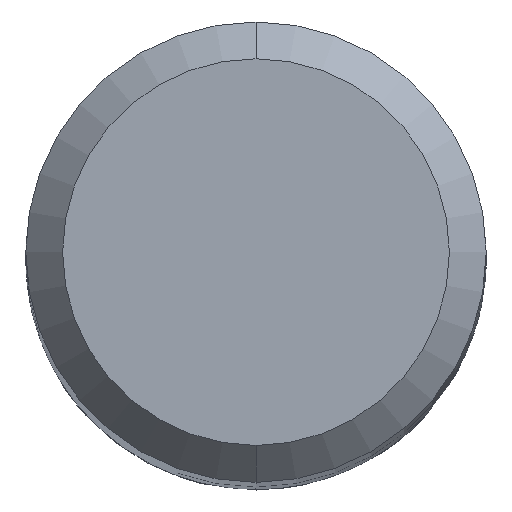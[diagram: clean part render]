
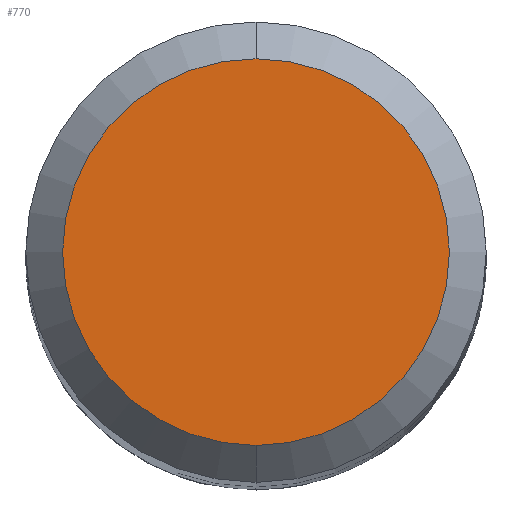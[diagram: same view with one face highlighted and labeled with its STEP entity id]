
A CAD part, top view. The second image highlights one B-rep face of the part: STEP entity #770.
In plain terms, the highlighted planar face has unit normal (0, 0, 1).
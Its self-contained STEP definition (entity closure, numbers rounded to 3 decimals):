
#568=EDGE_CURVE('',#1150,#1000,#1420,.T.);
#586=EDGE_CURVE('',#1000,#1150,#1439,.T.);
#770=ADVANCED_FACE('',(#1643),#1644,.T.);
#1000=VERTEX_POINT('',#1896);
#1150=VERTEX_POINT('',#2060);
#1420=CIRCLE('',#2890,2.1);
#1439=CIRCLE('',#2968,2.1);
#1643=FACE_OUTER_BOUND('',#4545,.T.);
#1644=PLANE('',#4546);
#1896=CARTESIAN_POINT('',(0.,-2.1,0.0));
#2060=CARTESIAN_POINT('',(0.0,2.1,0.0));
#2890=AXIS2_PLACEMENT_3D('',#7006,#7007,#7008);
#2968=AXIS2_PLACEMENT_3D('',#7018,#7019,#7020);
#4545=EDGE_LOOP('',(#7297,#7298));
#4546=AXIS2_PLACEMENT_3D('',#7299,#7300,#7301);
#7006=CARTESIAN_POINT('',(0.0,0.0,0.0));
#7007=DIRECTION('',(0.0,0.0,-1.0));
#7008=DIRECTION('',(0.0,1.0,0.0));
#7018=CARTESIAN_POINT('',(0.0,0.0,0.0));
#7019=DIRECTION('',(0.0,0.0,-1.0));
#7020=DIRECTION('',(0.0,1.0,0.0));
#7297=ORIENTED_EDGE('',*,*,#568,.F.);
#7298=ORIENTED_EDGE('',*,*,#586,.F.);
#7299=CARTESIAN_POINT('',(0.0,1.05,0.0));
#7300=DIRECTION('',(-0.0,0.0,1.0));
#7301=DIRECTION('',(0.0,-1.0,0.0));
